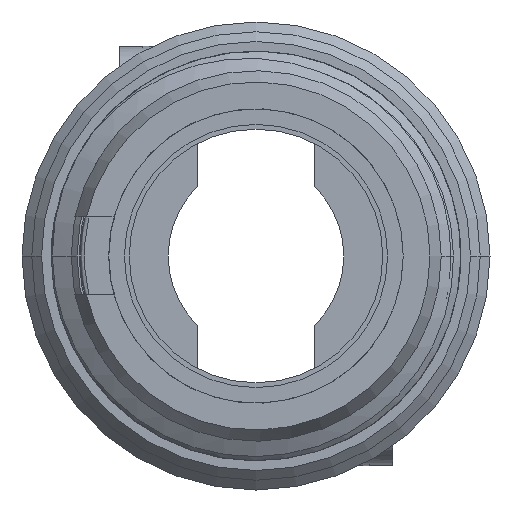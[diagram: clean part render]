
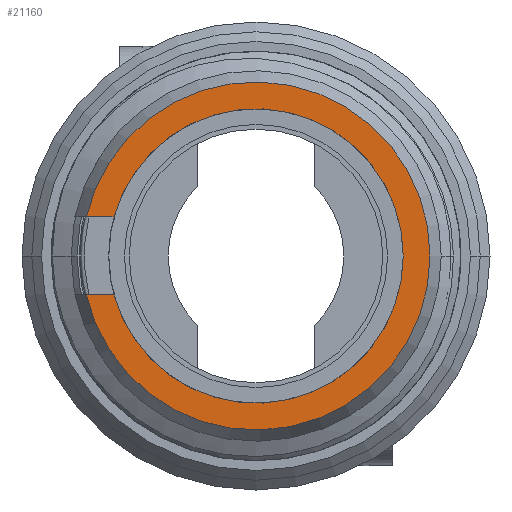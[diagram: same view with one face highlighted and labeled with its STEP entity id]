
A CAD part, left-side view. The second image highlights one B-rep face of the part: STEP entity #21160.
In plain terms, the highlighted planar face has unit normal (-1, 0, 0).
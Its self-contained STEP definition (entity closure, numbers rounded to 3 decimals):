
#20823=CARTESIAN_POINT('',(0.,0.,0.));
#20824=DIRECTION('',(-1.,0.,0.));
#20825=DIRECTION('',(0.,0.964,-0.265));
#20826=AXIS2_PLACEMENT_3D('',#20823,#20824,#20825);
#20886=CARTESIAN_POINT('',(0.,0.,0.));
#20887=DIRECTION('',(-1.,0.,0.));
#20888=DIRECTION('',(0.,0.975,-0.224));
#20889=AXIS2_PLACEMENT_3D('',#20886,#20887,#20888);
#20891=DIRECTION('',(0.,-1.,0.));
#20892=VECTOR('',#20891,1.415);
#20893=CARTESIAN_POINT('',(0.,8.696,-2.));
#20894=LINE('145',#20893,#20892);
#20895=DIRECTION('',(0.,-1.,0.));
#20896=VECTOR('',#20895,1.415);
#20897=CARTESIAN_POINT('',(0.,8.696,2.));
#20898=LINE('146',#20897,#20896);
#20899=CARTESIAN_POINT('',(0.,0.,0.));
#20900=DIRECTION('',(1.,0.,0.));
#20901=DIRECTION('',(0.,0.964,0.265));
#20902=AXIS2_PLACEMENT_3D('',#20899,#20900,#20901);
#20904=CARTESIAN_POINT('',(0.,-7.55,0.));
#20906=VERTEX_POINT('',#20904);
#20914=CARTESIAN_POINT('',(0.,8.696,-2.));
#20915=CARTESIAN_POINT('',(0.,7.28,-2.));
#20916=VERTEX_POINT('',#20914);
#20917=VERTEX_POINT('',#20915);
#20918=CARTESIAN_POINT('',(0.,8.696,2.));
#20919=CARTESIAN_POINT('',(0.,7.28,2.));
#20920=VERTEX_POINT('',#20918);
#20921=VERTEX_POINT('',#20919);
#21147=CARTESIAN_POINT('',(0.,0.,0.));
#21148=DIRECTION('',(1.,0.,0.));
#21149=DIRECTION('',(0.,-1.,0.));
#21150=AXIS2_PLACEMENT_3D('',#21147,#21148,#21149);
#21151=PLANE('22',#21150);
#21152=ORIENTED_EDGE('145',*,*,#21076,.T.);
#21153=ORIENTED_EDGE('162',*,*,#21061,.T.);
#21155=ORIENTED_EDGE('161',*,*,#21154,.F.);
#21156=ORIENTED_EDGE('146',*,*,#21114,.F.);
#21157=ORIENTED_EDGE('175',*,*,#21141,.F.);
#21158=EDGE_LOOP('22',(#21152,#21153,#21155,#21156,#21157));
#21159=FACE_OUTER_BOUND('22',#21158,.F.);
#20827=CIRCLE('162',#20826,7.55);
#20890=CIRCLE('175',#20889,8.923);
#20903=CIRCLE('161',#20902,7.55);
#21061=EDGE_CURVE('162',#20917,#20906,#20827,.T.);
#21076=EDGE_CURVE('145',#20916,#20917,#20894,.T.);
#21114=EDGE_CURVE('146',#20920,#20921,#20898,.T.);
#21141=EDGE_CURVE('175',#20916,#20920,#20890,.T.);
#21154=EDGE_CURVE('161',#20921,#20906,#20903,.T.);
#21160=ADVANCED_FACE('22',(#21159),#21151,.F.);
